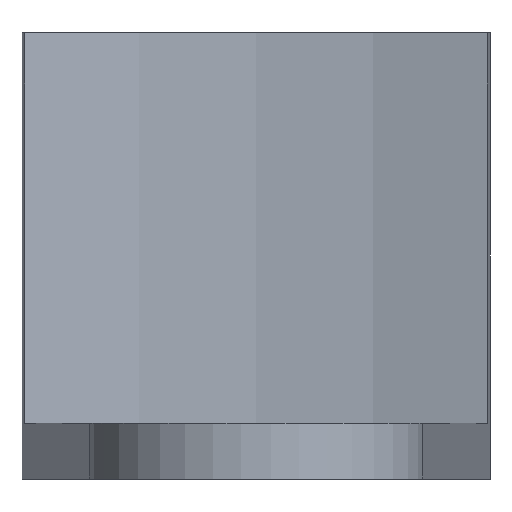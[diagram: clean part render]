
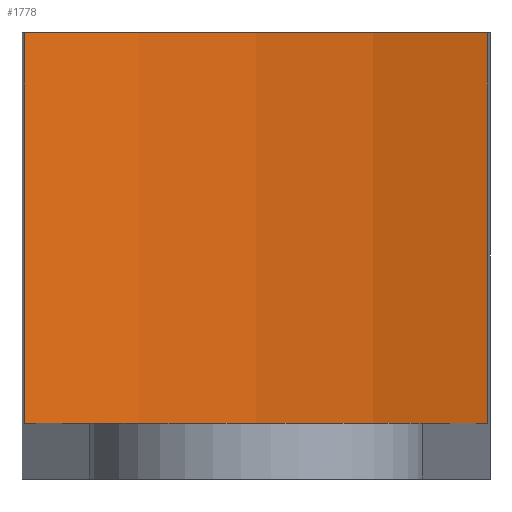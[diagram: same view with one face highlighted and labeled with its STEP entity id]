
A CAD part, left-side view. The second image highlights one B-rep face of the part: STEP entity #1778.
In plain terms, the highlighted cylindrical face has radius 70 mm (diameter 140 mm), a partial arc.
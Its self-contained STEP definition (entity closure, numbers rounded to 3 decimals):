
#73 = PLANE('',#74);
#74 = AXIS2_PLACEMENT_3D('',#75,#76,#77);
#75 = CARTESIAN_POINT('',(-1.267,14.946,0.));
#76 = DIRECTION('',(-0.084,0.996,0.));
#77 = DIRECTION('',(0.996,0.084,0.));
#102 = PLANE('',#103);
#103 = AXIS2_PLACEMENT_3D('',#104,#105,#106);
#104 = CARTESIAN_POINT('',(23.362,0.,5.));
#105 = DIRECTION('',(0.,0.,1.));
#106 = DIRECTION('',(1.,0.,0.));
#132 = PLANE('',#133);
#133 = AXIS2_PLACEMENT_3D('',#134,#135,#136);
#134 = CARTESIAN_POINT('',(-1.267,-14.946,0.));
#135 = DIRECTION('',(0.084,0.996,0.));
#136 = DIRECTION('',(0.996,-0.084,0.));
#320 = VERTEX_POINT('',#321);
#321 = CARTESIAN_POINT('',(66.863,-20.72,5.));
#342 = EDGE_CURVE('',#320,#343,#345,.T.);
#343 = VERTEX_POINT('',#344);
#344 = CARTESIAN_POINT('',(66.863,-20.72,40.));
#345 = SURFACE_CURVE('',#346,(#350,#357),.PCURVE_S1.);
#346 = LINE('',#347,#348);
#347 = CARTESIAN_POINT('',(66.863,-20.72,40.));
#348 = VECTOR('',#349,1.);
#349 = DIRECTION('',(0.,0.,1.));
#350 = PCURVE('',#132,#351);
#351 = DEFINITIONAL_REPRESENTATION('',(#352),#356);
#352 = LINE('',#353,#354);
#353 = CARTESIAN_POINT('',(68.374,-40.));
#354 = VECTOR('',#355,1.);
#355 = DIRECTION('',(0.,-1.));
#356 = ( GEOMETRIC_REPRESENTATION_CONTEXT(2) 
PARAMETRIC_REPRESENTATION_CONTEXT() REPRESENTATION_CONTEXT('2D SPACE',''
  ) );
#357 = PCURVE('',#358,#363);
#358 = CYLINDRICAL_SURFACE('',#359,70.);
#359 = AXIS2_PLACEMENT_3D('',#360,#361,#362);
#360 = CARTESIAN_POINT('',(0.,0.,40.));
#361 = DIRECTION('',(0.,0.,1.));
#362 = DIRECTION('',(1.,0.,0.));
#363 = DEFINITIONAL_REPRESENTATION('',(#364),#368);
#364 = LINE('',#365,#366);
#365 = CARTESIAN_POINT('',(5.983,0.));
#366 = VECTOR('',#367,1.);
#367 = DIRECTION('',(0.,1.));
#368 = ( GEOMETRIC_REPRESENTATION_CONTEXT(2) 
PARAMETRIC_REPRESENTATION_CONTEXT() REPRESENTATION_CONTEXT('2D SPACE',''
  ) );
#386 = PLANE('',#387);
#387 = AXIS2_PLACEMENT_3D('',#388,#389,#390);
#388 = CARTESIAN_POINT('',(31.129,0.,40.));
#389 = DIRECTION('',(0.,0.,1.));
#390 = DIRECTION('',(1.,0.,0.));
#423 = EDGE_CURVE('',#320,#424,#426,.T.);
#424 = VERTEX_POINT('',#425);
#425 = CARTESIAN_POINT('',(66.863,20.72,5.));
#426 = SURFACE_CURVE('',#427,(#432,#439),.PCURVE_S1.);
#427 = CIRCLE('',#428,70.);
#428 = AXIS2_PLACEMENT_3D('',#429,#430,#431);
#429 = CARTESIAN_POINT('',(0.,0.,5.));
#430 = DIRECTION('',(0.,0.,1.));
#431 = DIRECTION('',(1.,0.,0.));
#432 = PCURVE('',#102,#433);
#433 = DEFINITIONAL_REPRESENTATION('',(#434),#438);
#434 = CIRCLE('',#435,70.);
#435 = AXIS2_PLACEMENT_2D('',#436,#437);
#436 = CARTESIAN_POINT('',(-23.362,0.));
#437 = DIRECTION('',(1.,0.));
#438 = ( GEOMETRIC_REPRESENTATION_CONTEXT(2) 
PARAMETRIC_REPRESENTATION_CONTEXT() REPRESENTATION_CONTEXT('2D SPACE',''
  ) );
#439 = PCURVE('',#358,#440);
#440 = DEFINITIONAL_REPRESENTATION('',(#441),#445);
#441 = LINE('',#442,#443);
#442 = CARTESIAN_POINT('',(0.,-35.));
#443 = VECTOR('',#444,1.);
#444 = DIRECTION('',(1.,0.));
#445 = ( GEOMETRIC_REPRESENTATION_CONTEXT(2) 
PARAMETRIC_REPRESENTATION_CONTEXT() REPRESENTATION_CONTEXT('2D SPACE',''
  ) );
#510 = EDGE_CURVE('',#424,#511,#513,.T.);
#511 = VERTEX_POINT('',#512);
#512 = CARTESIAN_POINT('',(66.863,20.72,40.));
#513 = SURFACE_CURVE('',#514,(#518,#525),.PCURVE_S1.);
#514 = LINE('',#515,#516);
#515 = CARTESIAN_POINT('',(66.863,20.72,40.));
#516 = VECTOR('',#517,1.);
#517 = DIRECTION('',(0.,0.,1.));
#518 = PCURVE('',#73,#519);
#519 = DEFINITIONAL_REPRESENTATION('',(#520),#524);
#520 = LINE('',#521,#522);
#521 = CARTESIAN_POINT('',(68.374,-40.));
#522 = VECTOR('',#523,1.);
#523 = DIRECTION('',(0.,-1.));
#524 = ( GEOMETRIC_REPRESENTATION_CONTEXT(2) 
PARAMETRIC_REPRESENTATION_CONTEXT() REPRESENTATION_CONTEXT('2D SPACE',''
  ) );
#525 = PCURVE('',#358,#526);
#526 = DEFINITIONAL_REPRESENTATION('',(#527),#531);
#527 = LINE('',#528,#529);
#528 = CARTESIAN_POINT('',(6.584,0.));
#529 = VECTOR('',#530,1.);
#530 = DIRECTION('',(0.,1.));
#531 = ( GEOMETRIC_REPRESENTATION_CONTEXT(2) 
PARAMETRIC_REPRESENTATION_CONTEXT() REPRESENTATION_CONTEXT('2D SPACE',''
  ) );
#1753 = EDGE_CURVE('',#343,#511,#1754,.T.);
#1754 = SURFACE_CURVE('',#1755,(#1760,#1767),.PCURVE_S1.);
#1755 = CIRCLE('',#1756,70.);
#1756 = AXIS2_PLACEMENT_3D('',#1757,#1758,#1759);
#1757 = CARTESIAN_POINT('',(0.,0.,40.));
#1758 = DIRECTION('',(0.,0.,1.));
#1759 = DIRECTION('',(1.,0.,0.));
#1760 = PCURVE('',#386,#1761);
#1761 = DEFINITIONAL_REPRESENTATION('',(#1762),#1766);
#1762 = CIRCLE('',#1763,70.);
#1763 = AXIS2_PLACEMENT_2D('',#1764,#1765);
#1764 = CARTESIAN_POINT('',(-31.129,0.));
#1765 = DIRECTION('',(1.,0.));
#1766 = ( GEOMETRIC_REPRESENTATION_CONTEXT(2) 
PARAMETRIC_REPRESENTATION_CONTEXT() REPRESENTATION_CONTEXT('2D SPACE',''
  ) );
#1767 = PCURVE('',#358,#1768);
#1768 = DEFINITIONAL_REPRESENTATION('',(#1769),#1773);
#1769 = LINE('',#1770,#1771);
#1770 = CARTESIAN_POINT('',(0.,0.));
#1771 = VECTOR('',#1772,1.);
#1772 = DIRECTION('',(1.,0.));
#1773 = ( GEOMETRIC_REPRESENTATION_CONTEXT(2) 
PARAMETRIC_REPRESENTATION_CONTEXT() REPRESENTATION_CONTEXT('2D SPACE',''
  ) );
#1778 = ADVANCED_FACE('',(#1779),#358,.F.);
#1779 = FACE_BOUND('',#1780,.F.);
#1780 = EDGE_LOOP('',(#1781,#1782,#1783,#1784));
#1781 = ORIENTED_EDGE('',*,*,#1753,.F.);
#1782 = ORIENTED_EDGE('',*,*,#342,.F.);
#1783 = ORIENTED_EDGE('',*,*,#423,.T.);
#1784 = ORIENTED_EDGE('',*,*,#510,.T.);
